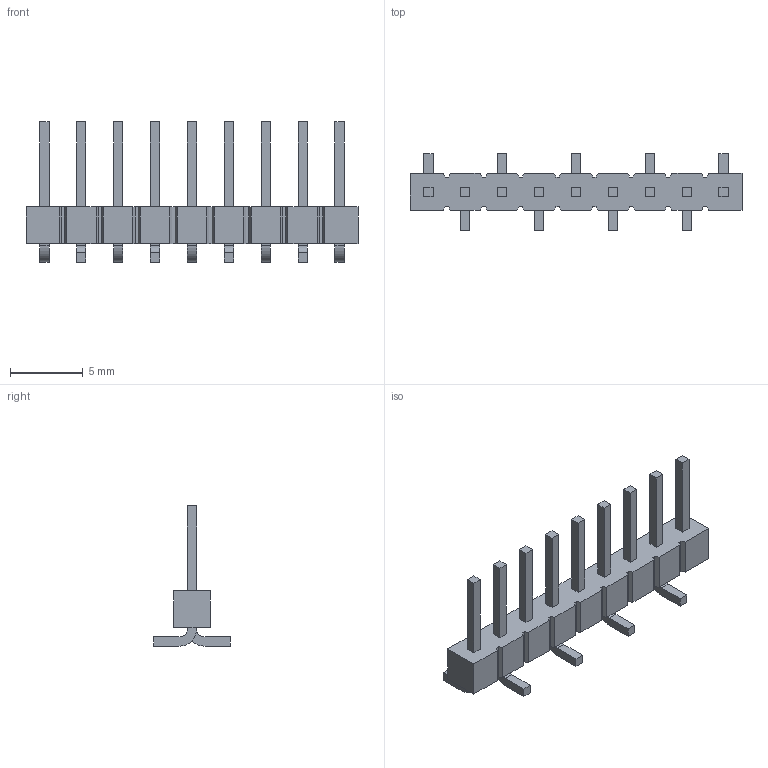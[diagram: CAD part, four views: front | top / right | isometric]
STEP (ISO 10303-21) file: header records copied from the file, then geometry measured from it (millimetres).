
FILE_DESCRIPTION(('FreeCAD Model'),'2;1');
FILE_NAME('Open CASCADE Shape Model','2025-01-13T13:00:37',(''),(''), 'Open CASCADE STEP processor 7.8','FreeCAD','Unknown');
FILE_SCHEMA(('AUTOMOTIVE_DESIGN { 1 0 10303 214 1 1 1 1 }'));
Length unit declared in the file: millimetre
Products named in the file (4): TSM-109-01-S-SV-P-TR_(pad hidden); TSM-109-01-SV_body; T-1S6-16-S(-01-9-SV); T-1S6-16-S(-01-9-SV)2
Assembly tree (3 placements, depth 2):
  TSM-109-01-S-SV-P-TR_(pad hidden)
    TSM-109-01-SV_body
    T-1S6-16-S(-01-9-SV)
    T-1S6-16-S(-01-9-SV)2
Bounding box: 22.86 x 5.28 x 9.65 mm (x, y, z)
Volume: 178.2 mm3; surface area: 635 mm2
Topology: 3 solids, 3 shells, 240 faces, 660 edges, 440 vertices
Faces by surface type: plane 222, cylinder 18
Entity records: 7629 total; most frequent: CARTESIAN_POINT 1344, ORIENTED_EDGE 1320, DIRECTION 1184, EDGE_CURVE 660, LINE 624, VECTOR 624, VERTEX_POINT 440, AXIS2_PLACEMENT_3D 280
